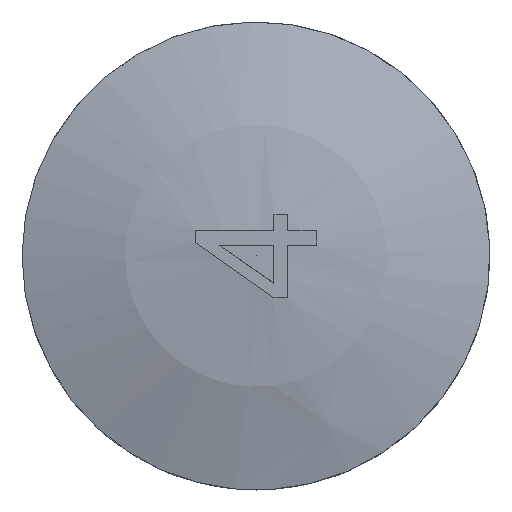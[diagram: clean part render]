
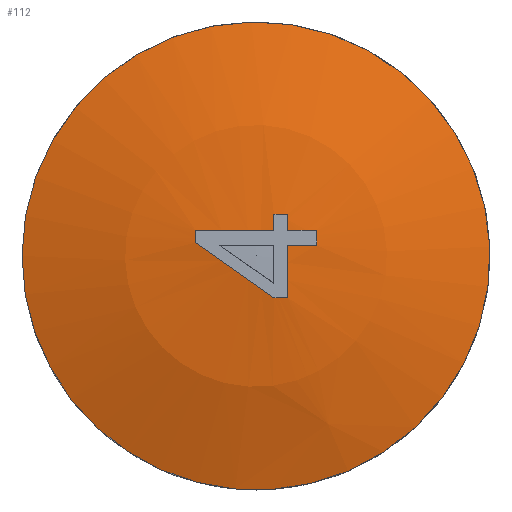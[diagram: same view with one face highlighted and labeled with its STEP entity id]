
A CAD part, top view. The second image highlights one B-rep face of the part: STEP entity #112.
In plain terms, the highlighted spherical face has radius 8.66 mm.
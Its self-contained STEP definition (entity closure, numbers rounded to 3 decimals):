
#112=ADVANCED_FACE('',(#136,#137),#134,.T.);
#134=SPHERICAL_SURFACE('',#382,8.66);
#136=FACE_BOUND('',#148,.T.);
#137=FACE_BOUND('',#149,.T.);
#148=EDGE_LOOP('',(#176,#177,#178,#179,#180,#181,#182,#183,#184,#185,#186));
#149=EDGE_LOOP('',(#187));
#176=ORIENTED_EDGE('',*,*,#303,.T.);
#177=ORIENTED_EDGE('',*,*,#304,.T.);
#178=ORIENTED_EDGE('',*,*,#305,.T.);
#179=ORIENTED_EDGE('',*,*,#306,.T.);
#180=ORIENTED_EDGE('',*,*,#307,.T.);
#181=ORIENTED_EDGE('',*,*,#308,.T.);
#182=ORIENTED_EDGE('',*,*,#309,.T.);
#183=ORIENTED_EDGE('',*,*,#310,.T.);
#184=ORIENTED_EDGE('',*,*,#311,.T.);
#185=ORIENTED_EDGE('',*,*,#312,.T.);
#186=ORIENTED_EDGE('',*,*,#313,.T.);
#187=ORIENTED_EDGE('',*,*,#314,.F.);
#270=VERTEX_POINT('',#511);
#271=VERTEX_POINT('',#512);
#272=VERTEX_POINT('',#514);
#273=VERTEX_POINT('',#516);
#274=VERTEX_POINT('',#518);
#275=VERTEX_POINT('',#520);
#276=VERTEX_POINT('',#522);
#277=VERTEX_POINT('',#524);
#278=VERTEX_POINT('',#526);
#279=VERTEX_POINT('',#528);
#280=VERTEX_POINT('',#530);
#281=VERTEX_POINT('',#533);
#303=EDGE_CURVE('',#270,#271,#350,.T.);
#304=EDGE_CURVE('',#271,#272,#351,.T.);
#305=EDGE_CURVE('',#272,#273,#352,.T.);
#306=EDGE_CURVE('',#273,#274,#353,.T.);
#307=EDGE_CURVE('',#274,#275,#354,.T.);
#308=EDGE_CURVE('',#275,#276,#355,.T.);
#309=EDGE_CURVE('',#276,#277,#356,.T.);
#310=EDGE_CURVE('',#277,#278,#357,.T.);
#311=EDGE_CURVE('',#278,#279,#358,.T.);
#312=EDGE_CURVE('',#279,#280,#359,.T.);
#313=EDGE_CURVE('',#280,#270,#360,.T.);
#314=EDGE_CURVE('',#281,#281,#361,.T.);
#350=CIRCLE('',#370,8.627);
#351=CIRCLE('',#371,8.659);
#352=CIRCLE('',#372,8.651);
#353=CIRCLE('',#373,8.644);
#354=CIRCLE('',#374,8.655);
#355=CIRCLE('',#375,8.627);
#356=CIRCLE('',#376,8.654);
#357=CIRCLE('',#377,8.657);
#358=CIRCLE('',#378,8.644);
#359=CIRCLE('',#379,8.651);
#360=CIRCLE('',#380,8.654);
#361=CIRCLE('',#381,2.9);
#370=AXIS2_PLACEMENT_3D('',#510,#413,#414);
#371=AXIS2_PLACEMENT_3D('',#513,#415,#416);
#372=AXIS2_PLACEMENT_3D('',#515,#417,#418);
#373=AXIS2_PLACEMENT_3D('',#517,#419,#420);
#374=AXIS2_PLACEMENT_3D('',#519,#421,#422);
#375=AXIS2_PLACEMENT_3D('',#521,#423,#424);
#376=AXIS2_PLACEMENT_3D('',#523,#425,#426);
#377=AXIS2_PLACEMENT_3D('',#525,#427,#428);
#378=AXIS2_PLACEMENT_3D('',#527,#429,#430);
#379=AXIS2_PLACEMENT_3D('',#529,#431,#432);
#380=AXIS2_PLACEMENT_3D('',#531,#433,#434);
#381=AXIS2_PLACEMENT_3D('',#532,#435,#436);
#382=AXIS2_PLACEMENT_3D('',#534,#437,#438);
#413=DIRECTION('',(1.,0.,0.));
#414=DIRECTION('',(0.,1.,0.));
#415=DIRECTION('',(0.,-1.,0.));
#416=DIRECTION('',(1.,0.,0.));
#417=DIRECTION('',(1.,0.,0.));
#418=DIRECTION('',(0.,1.,0.));
#419=DIRECTION('',(0.,-1.,0.));
#420=DIRECTION('',(1.,0.,0.));
#421=DIRECTION('',(-0.576,-0.818,0.));
#422=DIRECTION('',(0.818,-0.576,0.));
#423=DIRECTION('',(-1.,0.,0.));
#424=DIRECTION('',(0.,0.,1.));
#425=DIRECTION('',(0.,1.,0.));
#426=DIRECTION('',(-1.,0.,0.));
#427=DIRECTION('',(-1.,0.,0.));
#428=DIRECTION('',(0.,-1.,0.));
#429=DIRECTION('',(0.,1.,0.));
#430=DIRECTION('',(-1.,0.,0.));
#431=DIRECTION('',(1.,0.,0.));
#432=DIRECTION('',(0.,1.,0.));
#433=DIRECTION('',(0.,1.,0.));
#434=DIRECTION('',(-1.,0.,0.));
#435=DIRECTION('',(0.,0.,-1.));
#436=DIRECTION('',(-1.,0.,0.));
#437=DIRECTION('',(0.,0.,-1.));
#438=DIRECTION('',(0.,-1.,0.));
#510=CARTESIAN_POINT('',(0.75,0.,-7.66));
#511=CARTESIAN_POINT('',(0.75,0.316,0.962));
#512=CARTESIAN_POINT('',(0.75,0.132,0.966));
#513=CARTESIAN_POINT('',(0.,0.132,-7.66));
#514=CARTESIAN_POINT('',(0.391,0.132,0.99));
#515=CARTESIAN_POINT('',(0.391,0.,-7.66));
#516=CARTESIAN_POINT('',(0.391,-0.519,0.976));
#517=CARTESIAN_POINT('',(0.,-0.519,-7.66));
#518=CARTESIAN_POINT('',(0.222,-0.519,0.982));
#519=CARTESIAN_POINT('',(-0.171,-0.242,-7.66));
#520=CARTESIAN_POINT('',(-0.75,0.166,0.966));
#521=CARTESIAN_POINT('',(-0.75,0.,-7.66));
#522=CARTESIAN_POINT('',(-0.75,0.316,0.962));
#523=CARTESIAN_POINT('',(0.,0.316,-7.66));
#524=CARTESIAN_POINT('',(0.222,0.316,0.991));
#525=CARTESIAN_POINT('',(0.222,0.,-7.66));
#526=CARTESIAN_POINT('',(0.222,0.519,0.982));
#527=CARTESIAN_POINT('',(0.,0.519,-7.66));
#528=CARTESIAN_POINT('',(0.391,0.519,0.976));
#529=CARTESIAN_POINT('',(0.391,0.,-7.66));
#530=CARTESIAN_POINT('',(0.391,0.316,0.985));
#531=CARTESIAN_POINT('',(0.,0.316,-7.66));
#532=CARTESIAN_POINT('',(0.,0.,0.5));
#533=CARTESIAN_POINT('',(-2.9,0.,0.5));
#534=CARTESIAN_POINT('',(0.,0.,-7.66));
